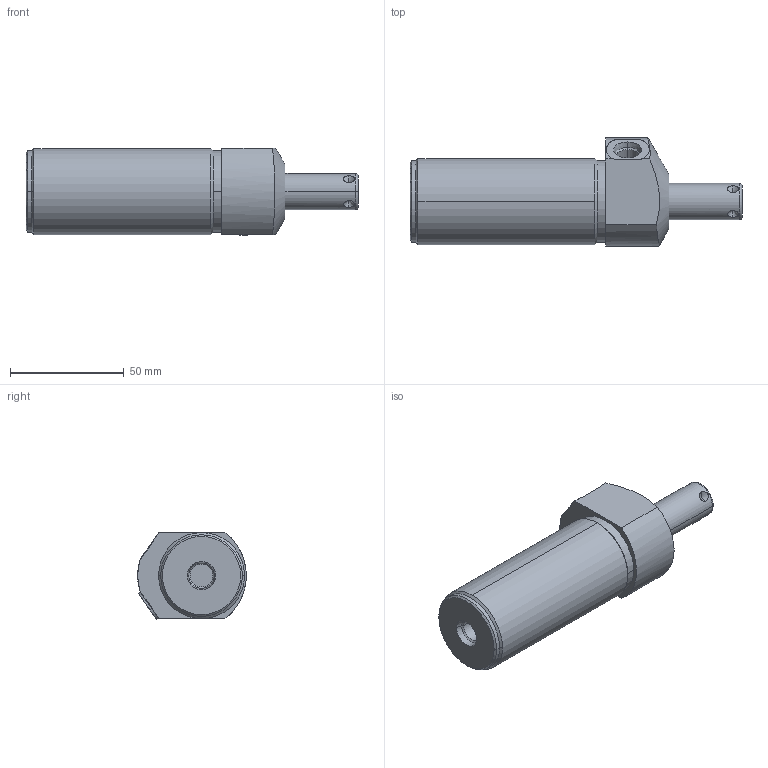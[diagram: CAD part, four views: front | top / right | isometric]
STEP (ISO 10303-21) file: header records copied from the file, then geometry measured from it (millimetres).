
FILE_DESCRIPTION((''),'2;1');
FILE_NAME('ILC15020912','2012-05-21T',('gar'),(''),'PRO/ENGINEER BY PARAMETRIC TECHNOLOGY CORPORATION, 2007460','PRO/ENGINEER BY PARAMETRIC TECHNOLOGY CORPORATION, 2007460','');
FILE_SCHEMA(('AUTOMOTIVE_DESIGN_CC2 { 1 2 10303 214 -1 1 5 2 }'));
Length unit declared in the file: inch
Products named in the file (1): ILC15020912
Bounding box: 145.62 x 47.62 x 38.21 mm (x, y, z)
Volume: 136435.4 mm3; surface area: 20536.1 mm2
Topology: 1 solids, 3 shells, 80 faces, 190 edges, 115 vertices
Faces by surface type: cylinder 30, cone 30, plane 18, torus 2
Entity records: 3264 total; most frequent: CARTESIAN_POINT 620, DIRECTION 390, ORIENTED_EDGE 356, PRESENTATION_STYLE_ASSIGNMENT 195, STYLED_ITEM 182, CURVE_STYLE 180, EDGE_CURVE 180, AXIS2_PLACEMENT_3D 159
